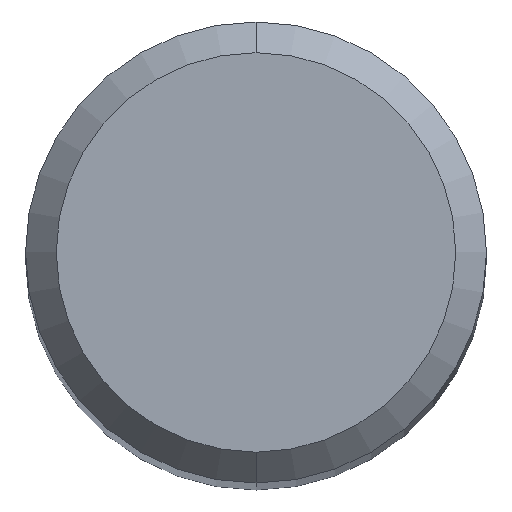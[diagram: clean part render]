
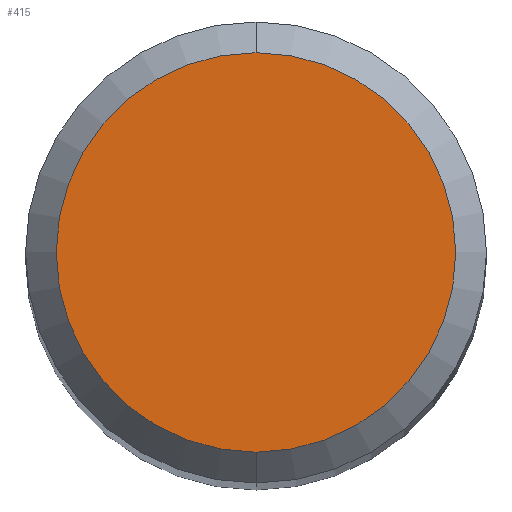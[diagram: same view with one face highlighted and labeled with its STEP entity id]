
A CAD part, top view. The second image highlights one B-rep face of the part: STEP entity #415.
In plain terms, the highlighted planar face has unit normal (0, 0, 1).
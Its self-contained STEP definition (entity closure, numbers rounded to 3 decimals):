
#187=VERTEX_POINT('',#495);
#221=VERTEX_POINT('',#533);
#253=EDGE_CURVE('',#187,#221,#569,.T.);
#363=EDGE_CURVE('',#221,#187,#691,.T.);
#415=ADVANCED_FACE('',(#748),#749,.T.);
#495=CARTESIAN_POINT('',(0.,-2.6,0.0));
#533=CARTESIAN_POINT('',(0.0,2.6,0.0));
#569=CIRCLE('',#968,2.6);
#691=CIRCLE('',#1257,2.6);
#748=FACE_OUTER_BOUND('',#1342,.T.);
#749=PLANE('',#1343);
#968=AXIS2_PLACEMENT_3D('',#1545,#1546,#1547);
#1257=AXIS2_PLACEMENT_3D('',#1693,#1694,#1695);
#1342=EDGE_LOOP('',(#1758,#1759));
#1343=AXIS2_PLACEMENT_3D('',#1760,#1761,#1762);
#1545=CARTESIAN_POINT('',(0.0,0.0,0.0));
#1546=DIRECTION('',(0.0,0.0,-1.0));
#1547=DIRECTION('',(0.0,1.0,0.0));
#1693=CARTESIAN_POINT('',(0.0,0.0,0.0));
#1694=DIRECTION('',(0.0,0.0,-1.0));
#1695=DIRECTION('',(0.0,1.0,0.0));
#1758=ORIENTED_EDGE('',*,*,#363,.F.);
#1759=ORIENTED_EDGE('',*,*,#253,.F.);
#1760=CARTESIAN_POINT('',(0.0,1.3,0.0));
#1761=DIRECTION('',(-0.0,0.0,1.0));
#1762=DIRECTION('',(0.0,-1.0,0.0));
